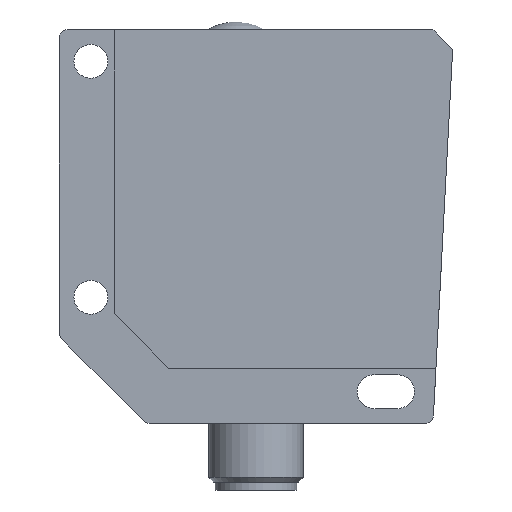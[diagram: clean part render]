
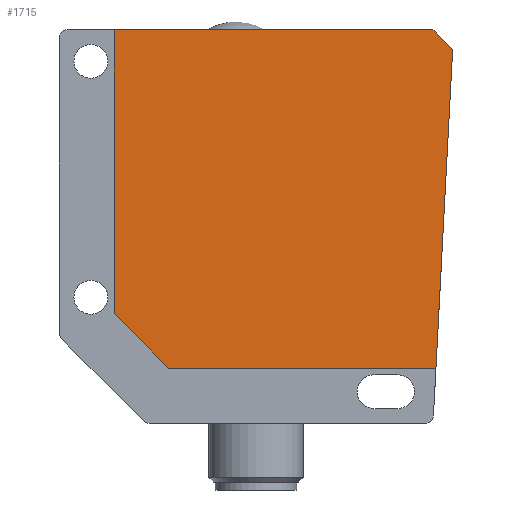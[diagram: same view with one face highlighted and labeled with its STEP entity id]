
A CAD part, front view. The second image highlights one B-rep face of the part: STEP entity #1715.
In plain terms, the highlighted planar face has unit normal (0, -1, 0).
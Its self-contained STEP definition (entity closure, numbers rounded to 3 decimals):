
#224=FACE_OUTER_BOUND($,#351,.T.);
#351=EDGE_LOOP($,(#1414,#1415,#1416,#1417,#1418,#1419));
#460=LINE($,#2693,#616);
#472=LINE($,#2719,#628);
#496=LINE($,#2804,#652);
#508=LINE($,#2830,#664);
#509=LINE($,#2832,#665);
#510=LINE($,#2833,#666);
#616=VECTOR($,#2183,3.536);
#628=VECTOR($,#2201,40.5);
#652=VECTOR($,#2281,40.556);
#664=VECTOR($,#2313,36.101);
#665=VECTOR($,#2314,9.757);
#666=VECTOR($,#2315,33.978);
#785=VERTEX_POINT($,#2690);
#786=VERTEX_POINT($,#2692);
#797=VERTEX_POINT($,#2717);
#830=VERTEX_POINT($,#2803);
#834=VERTEX_POINT($,#2829);
#835=VERTEX_POINT($,#2831);
#973=EDGE_CURVE($,#786,#785,#460,.T.);
#987=EDGE_CURVE($,#785,#797,#472,.T.);
#1030=EDGE_CURVE($,#830,#786,#496,.T.);
#1044=EDGE_CURVE($,#797,#834,#508,.T.);
#1045=EDGE_CURVE($,#834,#835,#509,.T.);
#1046=EDGE_CURVE($,#835,#830,#510,.T.);
#1414=ORIENTED_EDGE($,*,*,#987,.T.);
#1415=ORIENTED_EDGE($,*,*,#1044,.T.);
#1416=ORIENTED_EDGE($,*,*,#1045,.T.);
#1417=ORIENTED_EDGE($,*,*,#1046,.T.);
#1418=ORIENTED_EDGE($,*,*,#1030,.T.);
#1419=ORIENTED_EDGE($,*,*,#973,.T.);
#1566=PLANE($,#1879);
#1715=ADVANCED_FACE($,(#224),#1566,.T.);
#1879=AXIS2_PLACEMENT_3D($,#2828,#2311,#2312);
#2183=DIRECTION($,(-0.707,0.,0.707));
#2201=DIRECTION($,(-1.,0.,0.));
#2281=DIRECTION($,(0.052,0.,0.999));
#2311=DIRECTION('center_axis',(0.,-1.,0.));
#2312=DIRECTION('ref_axis',(1.,0.,0.));
#2313=DIRECTION($,(0.,0.,-1.));
#2314=DIRECTION($,(0.707,0.,-0.707));
#2315=DIRECTION($,(1.,0.,0.));
#2690=CARTESIAN_POINT('',(43.5,-7.5,4.));
#2692=CARTESIAN_POINT('',(46.,-7.5,1.5));
#2693=CARTESIAN_POINT($,(43.5,-7.5,4.));
#2717=CARTESIAN_POINT('',(3.,-7.5,4.));
#2719=CARTESIAN_POINT($,(-4.,-7.5,4.));
#2803=CARTESIAN_POINT('',(43.877,-7.5,-39.));
#2804=CARTESIAN_POINT($,(46.,-7.5,1.5));
#2828=CARTESIAN_POINT('Origin',(23.439,-7.5,-17.5));
#2829=CARTESIAN_POINT('',(3.,-7.5,-32.101));
#2830=CARTESIAN_POINT($,(3.,-7.5,-32.101));
#2831=CARTESIAN_POINT('',(9.899,-7.5,-39.));
#2832=CARTESIAN_POINT($,(9.899,-7.5,-39.));
#2833=CARTESIAN_POINT($,(43.877,-7.5,-39.));
